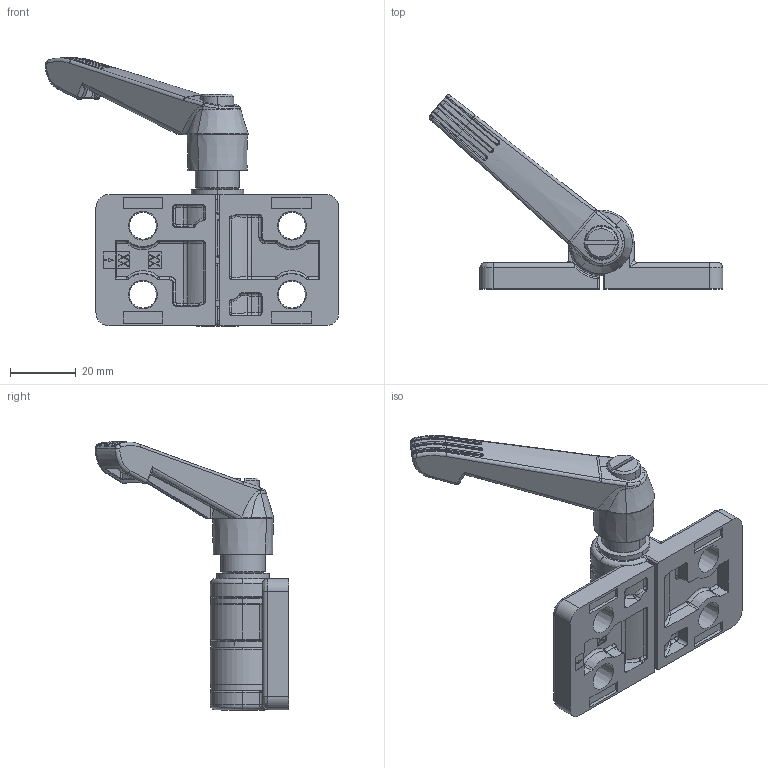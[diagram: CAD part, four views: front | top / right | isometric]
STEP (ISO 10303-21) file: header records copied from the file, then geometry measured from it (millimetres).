
FILE_DESCRIPTION (( 'STEP AP214' ), '1' );
FILE_NAME ('095zf4040f00s.STEP', '2014-09-10T07:02:38', ( '' ), ( '' ), 'SwSTEP 2.0', 'SolidWorks 2014', '' );
FILE_SCHEMA (( 'AUTOMOTIVE_DESIGN' ));
Length unit declared in the file: millimetre
Products named in the file (1): 095zf4040f00s
Bounding box: 89.46 x 59.04 x 81.92 mm (x, y, z)
Volume: 37728.5 mm3; surface area: 24638.3 mm2
Topology: 9 solids, 9 shells, 663 faces, 1652 edges, 1009 vertices
Faces by surface type: bspline 225, plane 202, cylinder 154, cone 54, torus 22, sphere 6
Entity records: 57087 total; most frequent: CARTESIAN_POINT 35903, ORIENTED_EDGE 3258, DIRECTION 2219, EDGE_CURVE 1629, VERTEX_POINT 1006, AXIS2_PLACEMENT_3D 792, EDGE_LOOP 711, UNCERTAINTY_MEASURE_WITH_UNIT 674
